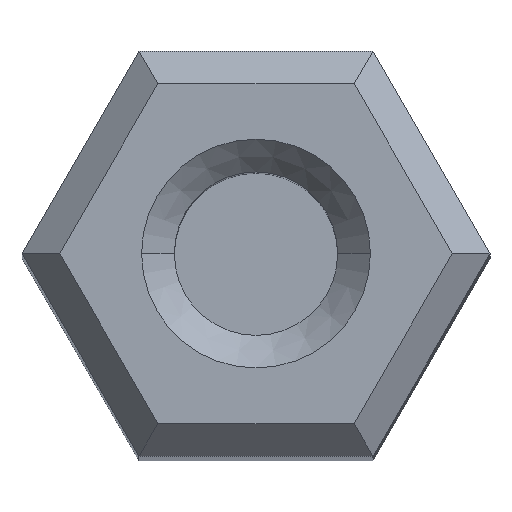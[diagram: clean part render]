
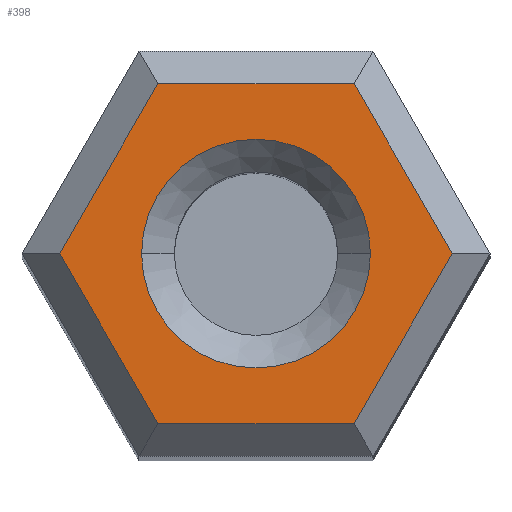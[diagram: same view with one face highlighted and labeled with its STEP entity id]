
A CAD part, top view. The second image highlights one B-rep face of the part: STEP entity #398.
In plain terms, the highlighted planar face has unit normal (0, 0, 1).
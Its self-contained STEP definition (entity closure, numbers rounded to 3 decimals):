
#1 = CARTESIAN_POINT ( 'NONE',  ( -3.003, 0., 42. ) ) ;
#4 = EDGE_CURVE ( 'NONE', #620, #461, #162, .T. ) ;
#10 = CARTESIAN_POINT ( 'NONE',  ( 1.75, 0., 42. ) ) ;
#21 = VECTOR ( 'NONE', #669, 1000. ) ;
#34 = VERTEX_POINT ( 'NONE', #783 ) ;
#57 = DIRECTION ( 'NONE',  ( 1., 0., 0. ) ) ;
#60 = VECTOR ( 'NONE', #384, 1000. ) ;
#63 = LINE ( 'NONE', #201, #442 ) ;
#64 = DIRECTION ( 'NONE',  ( 0., 0., 1. ) ) ;
#76 = ORIENTED_EDGE ( 'NONE', *, *, #94, .F. ) ;
#92 = CARTESIAN_POINT ( 'NONE',  ( -1.501, 2.6, 42. ) ) ;
#93 = ORIENTED_EDGE ( 'NONE', *, *, #538, .F. ) ;
#94 = EDGE_CURVE ( 'NONE', #133, #620, #354, .T. ) ;
#95 = CARTESIAN_POINT ( 'NONE',  ( 1.501, 2.6, 42. ) ) ;
#133 = VERTEX_POINT ( 'NONE', #754 ) ;
#139 = LINE ( 'NONE', #725, #60 ) ;
#155 = DIRECTION ( 'NONE',  ( 0., 0., 1. ) ) ;
#162 = LINE ( 'NONE', #486, #21 ) ;
#165 = EDGE_CURVE ( 'NONE', #461, #478, #816, .T. ) ;
#189 = DIRECTION ( 'NONE',  ( -0.5, -0.866, 0. ) ) ;
#201 = CARTESIAN_POINT ( 'NONE',  ( 1.804, -2.075, 42. ) ) ;
#206 = LINE ( 'NONE', #518, #251 ) ;
#216 = DIRECTION ( 'NONE',  ( -1., 0., 0. ) ) ;
#236 = VECTOR ( 'NONE', #439, 1000. ) ;
#249 = EDGE_LOOP ( 'NONE', ( #705, #729, #268, #436, #649, #76 ) ) ;
#251 = VECTOR ( 'NONE', #451, 1000. ) ;
#268 = ORIENTED_EDGE ( 'NONE', *, *, #344, .F. ) ;
#292 = CARTESIAN_POINT ( 'NONE',  ( 0., 0., 42. ) ) ;
#297 = CARTESIAN_POINT ( 'NONE',  ( 0.895, 2.6, 42. ) ) ;
#307 = AXIS2_PLACEMENT_3D ( 'NONE', #292, #605, #786 ) ;
#316 = DIRECTION ( 'NONE',  ( -1., 0., 0. ) ) ;
#321 = EDGE_CURVE ( 'NONE', #34, #424, #63, .T. ) ;
#336 = CIRCLE ( 'NONE', #351, 1.75 ) ;
#344 = EDGE_CURVE ( 'NONE', #478, #34, #206, .T. ) ;
#351 = AXIS2_PLACEMENT_3D ( 'NONE', #449, #64, #316 ) ;
#353 = FACE_BOUND ( 'NONE', #438, .T. ) ;
#354 = LINE ( 'NONE', #607, #236 ) ;
#355 = VERTEX_POINT ( 'NONE', #388 ) ;
#384 = DIRECTION ( 'NONE',  ( -1., 0., 0. ) ) ;
#388 = CARTESIAN_POINT ( 'NONE',  ( -1.75, 0., 42. ) ) ;
#398 = ADVANCED_FACE ( 'NONE', ( #353, #661 ), #533, .T. ) ;
#424 = VERTEX_POINT ( 'NONE', #545 ) ;
#435 = EDGE_CURVE ( 'NONE', #355, #541, #638, .T. ) ;
#436 = ORIENTED_EDGE ( 'NONE', *, *, #165, .F. ) ;
#438 = EDGE_LOOP ( 'NONE', ( #660, #93 ) ) ;
#439 = DIRECTION ( 'NONE',  ( -0.5, 0.866, 0. ) ) ;
#442 = VECTOR ( 'NONE', #189, 1000. ) ;
#449 = CARTESIAN_POINT ( 'NONE',  ( 0., 0., 42. ) ) ;
#451 = DIRECTION ( 'NONE',  ( 0.5, -0.866, 0. ) ) ;
#461 = VERTEX_POINT ( 'NONE', #92 ) ;
#478 = VERTEX_POINT ( 'NONE', #95 ) ;
#486 = CARTESIAN_POINT ( 'NONE',  ( -1.804, 2.075, 42. ) ) ;
#518 = CARTESIAN_POINT ( 'NONE',  ( 2.699, 0.525, 42. ) ) ;
#533 = PLANE ( 'NONE',  #307 ) ;
#538 = EDGE_CURVE ( 'NONE', #541, #355, #336, .T. ) ;
#541 = VERTEX_POINT ( 'NONE', #10 ) ;
#545 = CARTESIAN_POINT ( 'NONE',  ( 1.501, -2.6, 42. ) ) ;
#599 = VECTOR ( 'NONE', #57, 1000. ) ;
#602 = CARTESIAN_POINT ( 'NONE',  ( 0., 0., 42. ) ) ;
#605 = DIRECTION ( 'NONE',  ( 0., 0., 1. ) ) ;
#607 = CARTESIAN_POINT ( 'NONE',  ( -2.699, -0.525, 42. ) ) ;
#620 = VERTEX_POINT ( 'NONE', #1 ) ;
#638 = CIRCLE ( 'NONE', #749, 1.75 ) ;
#649 = ORIENTED_EDGE ( 'NONE', *, *, #4, .F. ) ;
#660 = ORIENTED_EDGE ( 'NONE', *, *, #435, .F. ) ;
#661 = FACE_OUTER_BOUND ( 'NONE', #249, .T. ) ;
#669 = DIRECTION ( 'NONE',  ( 0.5, 0.866, 0. ) ) ;
#705 = ORIENTED_EDGE ( 'NONE', *, *, #755, .F. ) ;
#725 = CARTESIAN_POINT ( 'NONE',  ( -0.895, -2.6, 42. ) ) ;
#729 = ORIENTED_EDGE ( 'NONE', *, *, #321, .F. ) ;
#749 = AXIS2_PLACEMENT_3D ( 'NONE', #602, #155, #216 ) ;
#754 = CARTESIAN_POINT ( 'NONE',  ( -1.501, -2.6, 42. ) ) ;
#755 = EDGE_CURVE ( 'NONE', #424, #133, #139, .T. ) ;
#783 = CARTESIAN_POINT ( 'NONE',  ( 3.003, 0., 42. ) ) ;
#786 = DIRECTION ( 'NONE',  ( 1., 0., 0. ) ) ;
#816 = LINE ( 'NONE', #297, #599 ) ;
